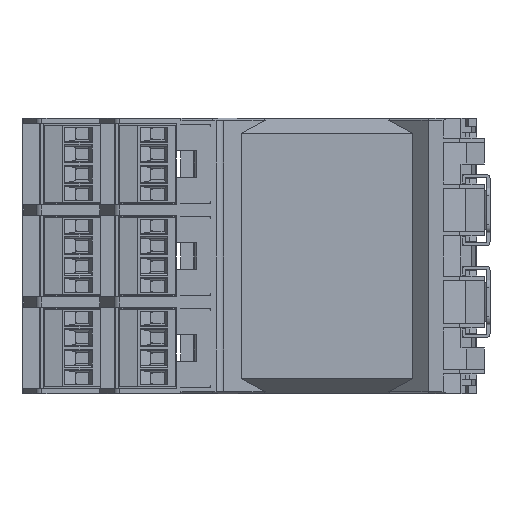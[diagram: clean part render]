
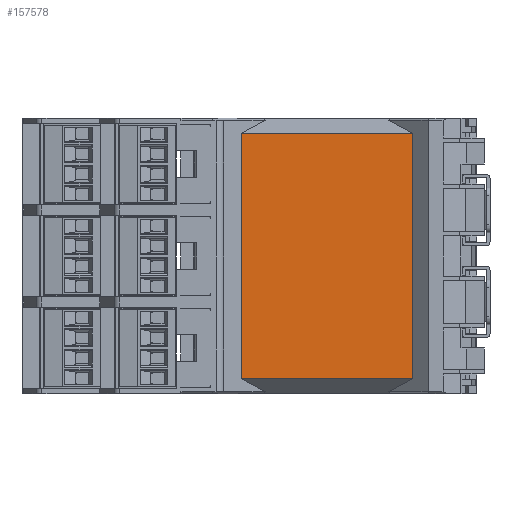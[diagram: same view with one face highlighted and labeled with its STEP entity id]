
A CAD part, left-side view. The second image highlights one B-rep face of the part: STEP entity #157578.
In plain terms, the highlighted planar face has unit normal (-1, 0, 0).
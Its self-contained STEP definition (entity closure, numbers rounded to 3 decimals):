
#17211=DIRECTION('',(0.,-1.,0.));
#17212=VECTOR('',#17211,42.);
#17213=CARTESIAN_POINT('',(-59.286,45.222,
3.708));
#17214=LINE('',#17213,#17212);
#17231=DIRECTION('',(0.,0.,1.));
#17232=VECTOR('',#17231,60.086);
#17233=CARTESIAN_POINT('',(-59.286,45.222,
3.708));
#17234=LINE('',#17233,#17232);
#17235=DIRECTION('',(0.,-1.,0.));
#17236=VECTOR('',#17235,42.);
#17237=CARTESIAN_POINT('',(-59.286,45.222,
63.793));
#17238=LINE('',#17237,#17236);
#17239=DIRECTION('',(0.,0.,-1.));
#17240=VECTOR('',#17239,60.086);
#17241=CARTESIAN_POINT('',(-59.286,3.222,
63.793));
#17242=LINE('',#17241,#17240);
#124748=CARTESIAN_POINT('',(-59.286,3.222,
63.793));
#124750=VERTEX_POINT('',#124748);
#124751=CARTESIAN_POINT('',(-59.286,45.222,
63.793));
#124752=VERTEX_POINT('',#124751);
#124753=CARTESIAN_POINT('',(-59.286,3.222,
3.708));
#124754=VERTEX_POINT('',#124753);
#124761=CARTESIAN_POINT('',(-59.286,45.222,
3.708));
#124762=VERTEX_POINT('',#124761);
#157564=CARTESIAN_POINT('',(-59.286,24.222,
7.479));
#157565=DIRECTION('',(1.,0.,0.));
#157566=DIRECTION('',(0.,-1.,0.));
#157567=AXIS2_PLACEMENT_3D('',#157564,#157565,#157566);
#157568=PLANE('',#157567);
#157570=ORIENTED_EDGE('',*,*,#157569,.T.);
#157572=ORIENTED_EDGE('',*,*,#157571,.T.);
#157574=ORIENTED_EDGE('',*,*,#157573,.T.);
#157575=ORIENTED_EDGE('',*,*,#157551,.F.);
#157576=EDGE_LOOP('',(#157570,#157572,#157574,#157575));
#157577=FACE_OUTER_BOUND('',#157576,.F.);
#157551=EDGE_CURVE('',#124762,#124754,#17214,.T.);
#157569=EDGE_CURVE('',#124762,#124752,#17234,.T.);
#157571=EDGE_CURVE('',#124752,#124750,#17238,.T.);
#157573=EDGE_CURVE('',#124750,#124754,#17242,.T.);
#157578=ADVANCED_FACE('',(#157577),#157568,.F.);
